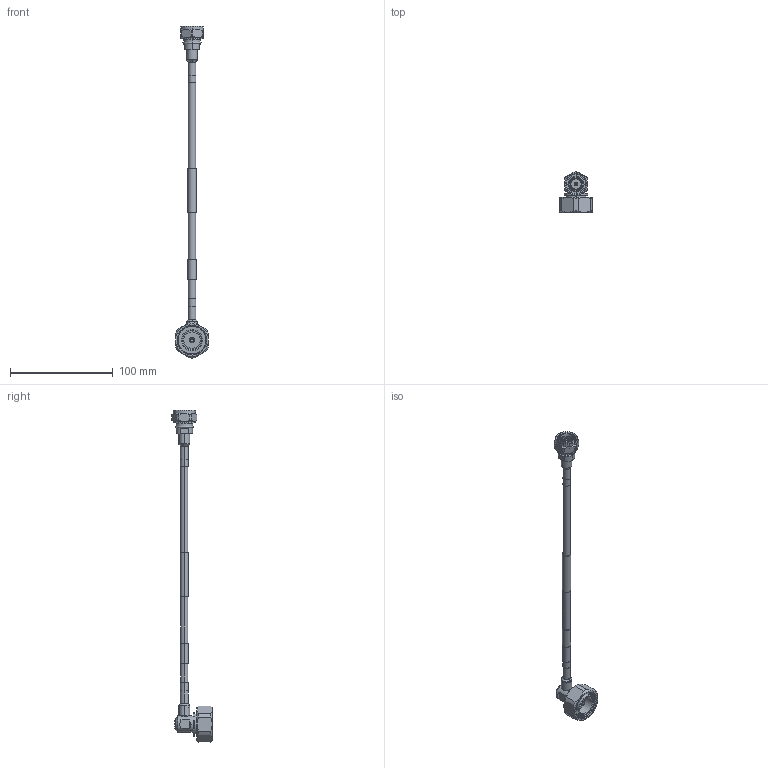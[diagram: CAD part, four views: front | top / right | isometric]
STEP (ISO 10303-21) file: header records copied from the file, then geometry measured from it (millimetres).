
FILE_DESCRIPTION (( 'STEP AP214' ), '1' );
FILE_NAME ('FMCA1906_3D.step', '2025-07-24T23:35:18', ( '' ), ( '' ), 'SwSTEP 2.0', 'SolidWorks 2022', '' );
FILE_SCHEMA (( 'AUTOMOTIVE_DESIGN' ));
Length unit declared in the file: inch
Products named in the file (6): TC-250-4310M-LP; FMCA1906_3D; Heat Shrink^FMCA1906; TC-250-4310M-LP_body; TC-SPP250-716M-RA-LP_3D^FMCA1906; TFT-5G-402^FMCA1906
Assembly tree (6 placements, depth 3):
  FMCA1906_3D
    TFT-5G-402^FMCA1906
    Heat Shrink^FMCA1906  x2
    TC-250-4310M-LP
      TC-250-4310M-LP_body
    TC-SPP250-716M-RA-LP_3D^FMCA1906
Bounding box: 32 x 39.5 x 322.7 mm (x, y, z)
Volume: 30429.8 mm3; surface area: 19957.8 mm2
Topology: 6 solids, 6 shells, 287 faces, 648 edges, 399 vertices
Faces by surface type: cylinder 106, cone 82, plane 65, torus 18, bspline 12, sphere 4
Entity records: 11409 total; most frequent: CARTESIAN_POINT 4974, DIRECTION 1366, ORIENTED_EDGE 1260, EDGE_CURVE 630, AXIS2_PLACEMENT_3D 577, VERTEX_POINT 387, EDGE_LOOP 307, CIRCLE 298
